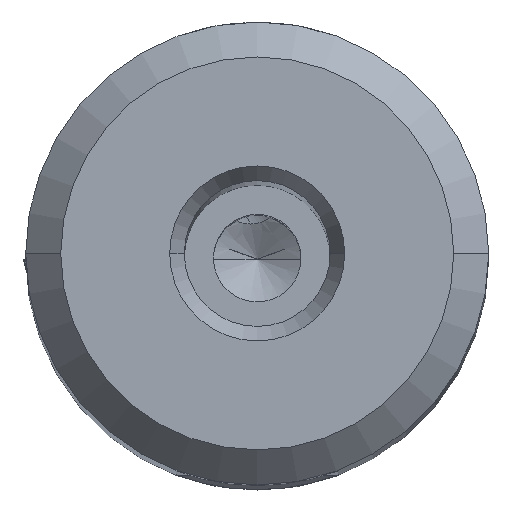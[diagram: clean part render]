
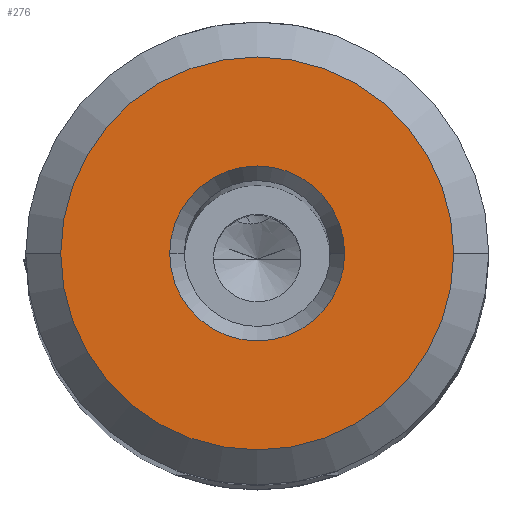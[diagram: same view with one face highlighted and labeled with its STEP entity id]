
A CAD part, top view. The second image highlights one B-rep face of the part: STEP entity #276.
In plain terms, the highlighted planar face has unit normal (0, 0, 1).
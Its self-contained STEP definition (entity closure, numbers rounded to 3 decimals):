
#276=ADVANCED_FACE('',(#497,#498),#364,.T.);
#364=PLANE('',#2487);
#409=CIRCLE('',#2481,3.);
#410=CIRCLE('',#2483,3.);
#411=CIRCLE('',#2485,6.738);
#412=CIRCLE('',#2486,6.738);
#497=FACE_BOUND('',#560,.T.);
#498=FACE_BOUND('',#561,.T.);
#560=EDGE_LOOP('',(#900,#901));
#561=EDGE_LOOP('',(#902,#903));
#900=ORIENTED_EDGE('',*,*,#1629,.F.);
#901=ORIENTED_EDGE('',*,*,#1630,.F.);
#902=ORIENTED_EDGE('',*,*,#1628,.F.);
#903=ORIENTED_EDGE('',*,*,#1626,.F.);
#1364=VERTEX_POINT('',#3818);
#1365=VERTEX_POINT('',#3820);
#1366=VERTEX_POINT('',#3826);
#1367=VERTEX_POINT('',#3827);
#1626=EDGE_CURVE('',#1364,#1365,#409,.T.);
#1628=EDGE_CURVE('',#1365,#1364,#410,.T.);
#1629=EDGE_CURVE('',#1366,#1367,#411,.T.);
#1630=EDGE_CURVE('',#1367,#1366,#412,.T.);
#2481=AXIS2_PLACEMENT_3D('',#3819,#2933,#2934);
#2483=AXIS2_PLACEMENT_3D('',#3823,#2938,#2939);
#2485=AXIS2_PLACEMENT_3D('',#3825,#2942,#2943);
#2486=AXIS2_PLACEMENT_3D('',#3828,#2944,#2945);
#2487=AXIS2_PLACEMENT_3D('',#3829,#2946,#2947);
#2933=DIRECTION('',(0.,0.,1.));
#2934=DIRECTION('',(1.,0.,0.));
#2938=DIRECTION('',(0.,0.,1.));
#2939=DIRECTION('',(-1.,0.,0.));
#2942=DIRECTION('',(0.,0.,-1.));
#2943=DIRECTION('',(-1.,0.,0.));
#2944=DIRECTION('',(0.,0.,-1.));
#2945=DIRECTION('',(1.,0.,0.));
#2946=DIRECTION('',(0.,0.,1.));
#2947=DIRECTION('',(-1.,0.,0.));
#3818=CARTESIAN_POINT('',(3.,0.,0.));
#3819=CARTESIAN_POINT('',(0.,0.,0.));
#3820=CARTESIAN_POINT('',(-3.,0.,0.));
#3823=CARTESIAN_POINT('',(0.,0.,0.));
#3825=CARTESIAN_POINT('',(0.,0.,0.));
#3826=CARTESIAN_POINT('',(-6.738,0.,0.));
#3827=CARTESIAN_POINT('',(6.738,0.,0.));
#3828=CARTESIAN_POINT('',(0.,0.,0.));
#3829=CARTESIAN_POINT('',(0.,0.,0.));
